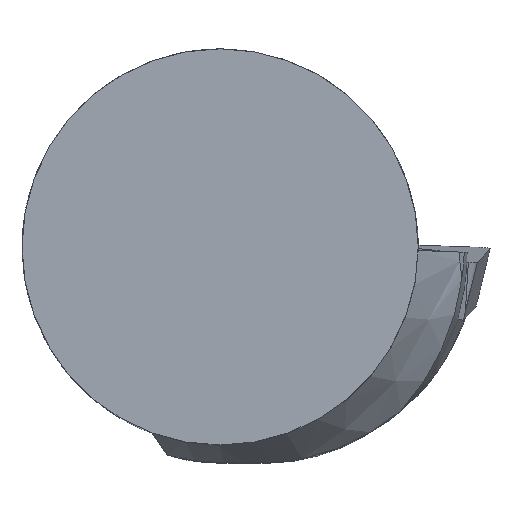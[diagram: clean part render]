
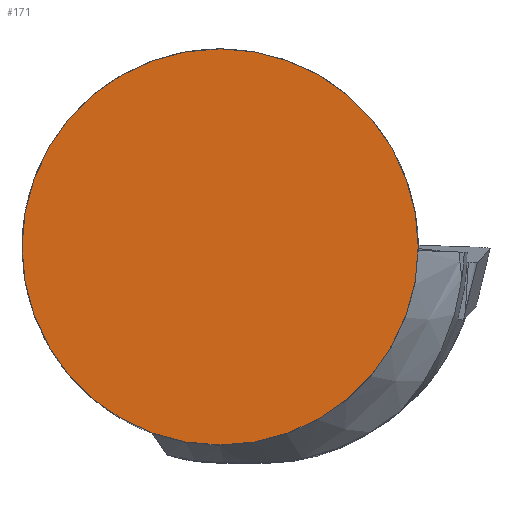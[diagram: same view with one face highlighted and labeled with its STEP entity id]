
A CAD part, top view. The second image highlights one B-rep face of the part: STEP entity #171.
In plain terms, the highlighted planar face has unit normal (0, 0, 1).
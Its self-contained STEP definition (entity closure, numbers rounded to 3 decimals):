
#111=PLANE('',#778);
#141=FACE_OUTER_BOUND('',#246,.T.);
#171=ADVANCED_FACE('',(#141),#111,.T.);
#246=EDGE_LOOP('',(#467));
#357=CIRCLE('',#747,8.);
#467=ORIENTED_EDGE('',*,*,#591,.T.);
#535=VERTEX_POINT('',#1036);
#591=EDGE_CURVE('',#535,#535,#357,.T.);
#747=AXIS2_PLACEMENT_3D('',#1035,#824,#825);
#778=AXIS2_PLACEMENT_3D('',#1290,#905,#906);
#824=DIRECTION('',(0.,0.,1.));
#825=DIRECTION('',(1.,0.,0.));
#905=DIRECTION('',(0.,0.,1.));
#906=DIRECTION('',(1.,0.,0.));
#1035=CARTESIAN_POINT('',(0.,0.,0.));
#1036=CARTESIAN_POINT('',(8.,0.,0.));
#1290=CARTESIAN_POINT('',(0.,0.,0.));
